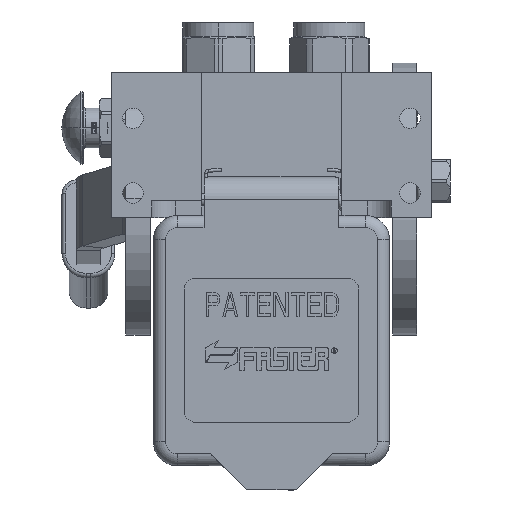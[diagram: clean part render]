
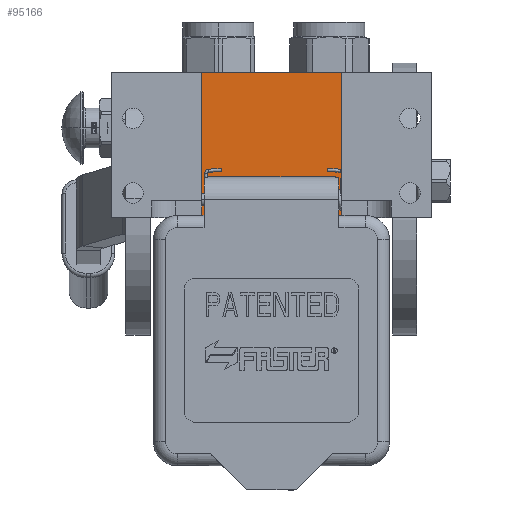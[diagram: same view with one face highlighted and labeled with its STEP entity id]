
A CAD part, left-side view. The second image highlights one B-rep face of the part: STEP entity #95166.
In plain terms, the highlighted face is planar.
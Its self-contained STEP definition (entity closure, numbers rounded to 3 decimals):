
#2330 = LINE ( 'NONE', #79708, #89807 ) ;
#2890 = DIRECTION ( 'NONE',  ( -1., 0., 0. ) ) ;
#3943 = VERTEX_POINT ( 'NONE', #46085 ) ;
#4063 = VECTOR ( 'NONE', #2890, 1000. ) ;
#5662 = VECTOR ( 'NONE', #29252, 1000. ) ;
#8879 = CARTESIAN_POINT ( 'NONE',  ( 29., 0., -107.5 ) ) ;
#12445 = VERTEX_POINT ( 'NONE', #120504 ) ;
#18979 = EDGE_CURVE ( 'NONE', #3943, #12445, #69277, .T. ) ;
#20683 = VERTEX_POINT ( 'NONE', #123386 ) ;
#21340 = ORIENTED_EDGE ( 'NONE', *, *, #80640, .T. ) ;
#23330 = AXIS2_PLACEMENT_3D ( 'NONE', #75302, #24612, #95725 ) ;
#24612 = DIRECTION ( 'NONE',  ( 0., 0., -1. ) ) ;
#25281 = LINE ( 'NONE', #63720, #90423 ) ;
#29252 = DIRECTION ( 'NONE',  ( 0., 1., 0. ) ) ;
#33121 = CARTESIAN_POINT ( 'NONE',  ( 29., 60.2, -107.5 ) ) ;
#46085 = CARTESIAN_POINT ( 'NONE',  ( 29., 0., -107.5 ) ) ;
#56576 = ORIENTED_EDGE ( 'NONE', *, *, #93330, .F. ) ;
#57954 = EDGE_CURVE ( 'NONE', #20683, #124515, #25281, .T. ) ;
#63720 = CARTESIAN_POINT ( 'NONE',  ( -29., 0., -107.5 ) ) ;
#69277 = LINE ( 'NONE', #8879, #5662 ) ;
#69826 = CARTESIAN_POINT ( 'NONE',  ( -29., 60.2, -107.5 ) ) ;
#75302 = CARTESIAN_POINT ( 'NONE',  ( 29., 0., -107.5 ) ) ;
#79708 = CARTESIAN_POINT ( 'NONE',  ( 29., 0., -107.5 ) ) ;
#80640 = EDGE_CURVE ( 'NONE', #3943, #20683, #2330, .T. ) ;
#85915 = DIRECTION ( 'NONE',  ( 0., 1., 0. ) ) ;
#89807 = VECTOR ( 'NONE', #92941, 1000. ) ;
#90025 = EDGE_LOOP ( 'NONE', ( #114810, #56576, #104840, #21340 ) ) ;
#90423 = VECTOR ( 'NONE', #85915, 1000. ) ;
#92941 = DIRECTION ( 'NONE',  ( -1., 0., 0. ) ) ;
#93330 = EDGE_CURVE ( 'NONE', #12445, #124515, #115417, .T. ) ;
#95166 = ADVANCED_FACE ( 'NONE', ( #115721 ), #126060, .T. ) ;
#95725 = DIRECTION ( 'NONE',  ( -1., 0., 0. ) ) ;
#104840 = ORIENTED_EDGE ( 'NONE', *, *, #18979, .F. ) ;
#114810 = ORIENTED_EDGE ( 'NONE', *, *, #57954, .T. ) ;
#115417 = LINE ( 'NONE', #33121, #4063 ) ;
#115721 = FACE_OUTER_BOUND ( 'NONE', #90025, .T. ) ;
#120504 = CARTESIAN_POINT ( 'NONE',  ( 29., 60.2, -107.5 ) ) ;
#123386 = CARTESIAN_POINT ( 'NONE',  ( -29., 0., -107.5 ) ) ;
#124515 = VERTEX_POINT ( 'NONE', #69826 ) ;
#126060 = PLANE ( 'NONE',  #23330 ) ;
